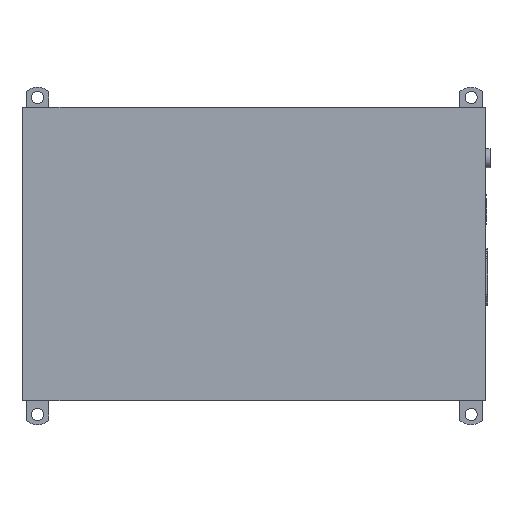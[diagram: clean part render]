
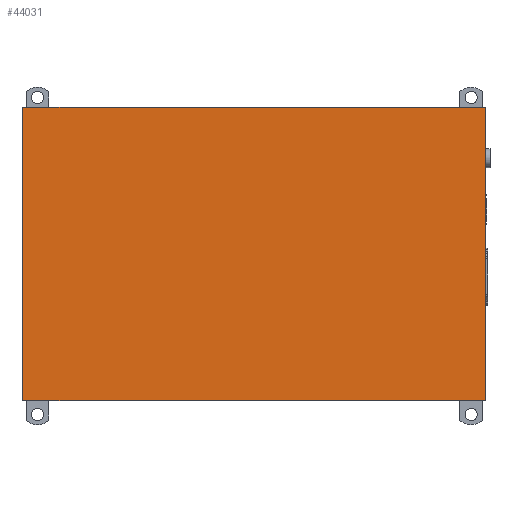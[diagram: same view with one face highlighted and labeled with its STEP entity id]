
A CAD part, top view. The second image highlights one B-rep face of the part: STEP entity #44031.
In plain terms, the highlighted planar face has unit normal (0, 0, 1).
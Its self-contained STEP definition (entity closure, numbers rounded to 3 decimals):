
#43873=DIRECTION('',(0.,1.,0.));
#43874=VECTOR('',#43873,77.8);
#43875=CARTESIAN_POINT('',(61.35,-38.4,3.6));
#43876=LINE('',#43875,#43874);
#43877=DIRECTION('',(1.,0.,0.));
#43878=VECTOR('',#43877,122.7);
#43879=CARTESIAN_POINT('',(-61.35,-38.4,3.6));
#43880=LINE('',#43879,#43878);
#43881=DIRECTION('',(0.,-1.,0.));
#43882=VECTOR('',#43881,77.8);
#43883=CARTESIAN_POINT('',(-61.35,39.4,3.6));
#43884=LINE('',#43883,#43882);
#43885=DIRECTION('',(-1.,0.,0.));
#43886=VECTOR('',#43885,122.7);
#43887=CARTESIAN_POINT('',(61.35,39.4,3.6));
#43888=LINE('',#43887,#43886);
#43929=CARTESIAN_POINT('',(61.35,-38.4,3.6));
#43930=CARTESIAN_POINT('',(61.35,39.4,3.6));
#43931=VERTEX_POINT('',#43929);
#43932=VERTEX_POINT('',#43930);
#43933=CARTESIAN_POINT('',(-61.35,39.4,3.6));
#43934=VERTEX_POINT('',#43933);
#43935=CARTESIAN_POINT('',(-61.35,-38.4,3.6));
#43936=VERTEX_POINT('',#43935);
#44017=CARTESIAN_POINT('',(0.,53.617,3.6));
#44018=DIRECTION('',(0.,0.,1.));
#44019=DIRECTION('',(-1.,0.,0.));
#44020=AXIS2_PLACEMENT_3D('',#44017,#44018,#44019);
#44021=PLANE('',#44020);
#44022=ORIENTED_EDGE('',*,*,#44007,.F.);
#44024=ORIENTED_EDGE('',*,*,#44023,.F.);
#44026=ORIENTED_EDGE('',*,*,#44025,.F.);
#44028=ORIENTED_EDGE('',*,*,#44027,.F.);
#44029=EDGE_LOOP('',(#44022,#44024,#44026,#44028));
#44030=FACE_OUTER_BOUND('',#44029,.F.);
#44031=ADVANCED_FACE('',(#44030),#44021,.T.);
#44007=EDGE_CURVE('',#43931,#43932,#43876,.T.);
#44023=EDGE_CURVE('',#43936,#43931,#43880,.T.);
#44025=EDGE_CURVE('',#43934,#43936,#43884,.T.);
#44027=EDGE_CURVE('',#43932,#43934,#43888,.T.);
